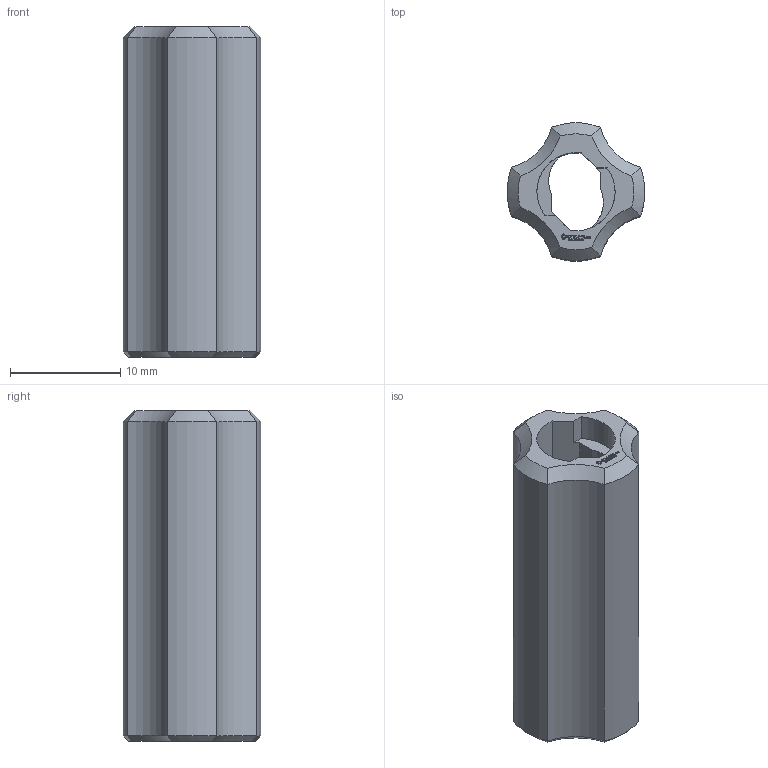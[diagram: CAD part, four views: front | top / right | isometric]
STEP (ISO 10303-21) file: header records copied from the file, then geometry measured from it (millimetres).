
FILE_DESCRIPTION(('FreeCAD Model'),'2;1');
FILE_NAME('Open CASCADE Shape Model','2021-05-23T23:40:47',( 'Paulo Kiefe'),('STEMFIE.org'),'Open CASCADE STEP processor 7.4', 'FreeCAD','Unknown');
FILE_SCHEMA(('AUTOMOTIVE_DESIGN { 1 0 10303 214 1 1 1 1 }'));
Length unit declared in the file: millimetre
Products named in the file (1): Nut_PH_CL_BU1x2.00_-_SPN-NUT-0026_(stemfie.org)_v1
Bounding box: 12.47 x 12.47 x 30 mm (x, y, z)
Volume: 1983.2 mm3; surface area: 1962.5 mm2
Topology: 1 solids, 1 shells, 474 faces, 1307 edges, 866 vertices
Faces by surface type: plane 304, bspline 140, cone 19, cylinder 11
Full cylindrical faces by diameter (mm): 7.1 x1
Entity records: 34064 total; most frequent: CARTESIAN_POINT 9807, DIRECTION 3714, LINE 2948, VECTOR 2948, ORIENTED_EDGE 2614, PCURVE 2614, DEFINITIONAL_REPRESENTATION 2614, EDGE_CURVE 1307
